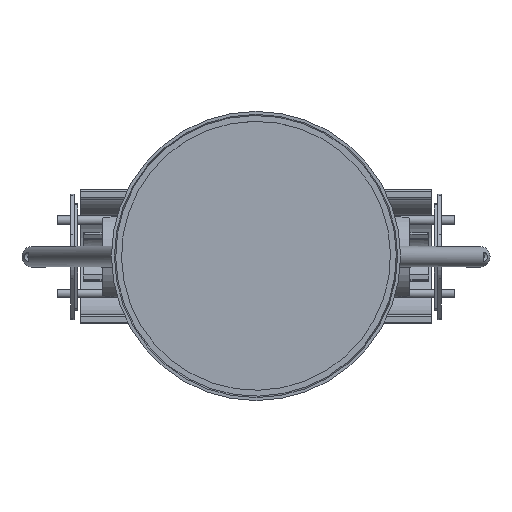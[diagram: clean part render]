
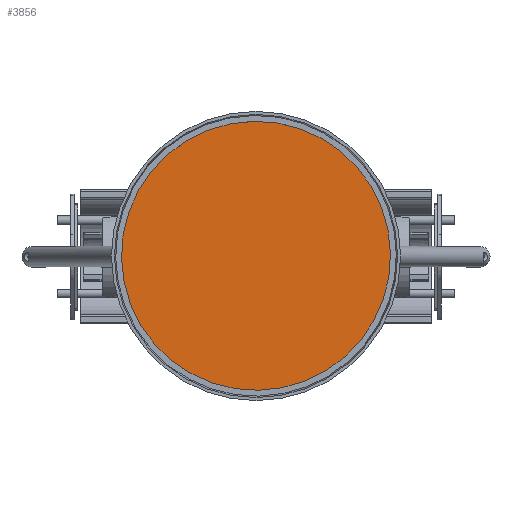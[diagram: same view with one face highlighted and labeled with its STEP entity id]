
A CAD part, top view. The second image highlights one B-rep face of the part: STEP entity #3856.
In plain terms, the highlighted face is planar.
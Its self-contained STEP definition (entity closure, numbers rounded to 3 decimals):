
#298=PLANE('',#4523);
#504=FACE_OUTER_BOUND('',#766,.T.);
#766=EDGE_LOOP('',(#3520,#3521));
#1541=CIRCLE('',#4521,46.);
#1542=CIRCLE('',#4522,46.);
#1906=VERTEX_POINT('',#7058);
#1907=VERTEX_POINT('',#7060);
#2446=EDGE_CURVE('',#1907,#1906,#1541,.T.);
#2447=EDGE_CURVE('',#1906,#1907,#1542,.T.);
#3520=ORIENTED_EDGE('',*,*,#2446,.T.);
#3521=ORIENTED_EDGE('',*,*,#2447,.T.);
#3856=ADVANCED_FACE('',(#504),#298,.T.);
#4521=AXIS2_PLACEMENT_3D('',#7061,#5744,#5745);
#4522=AXIS2_PLACEMENT_3D('',#7062,#5746,#5747);
#4523=AXIS2_PLACEMENT_3D('',#7063,#5748,#5749);
#5744=DIRECTION('center_axis',(0.,1.,0.));
#5745=DIRECTION('ref_axis',(1.,0.,0.));
#5746=DIRECTION('center_axis',(0.,1.,0.));
#5747=DIRECTION('ref_axis',(1.,0.,0.));
#5748=DIRECTION('center_axis',(0.,1.,0.));
#5749=DIRECTION('ref_axis',(0.,0.,1.));
#7058=CARTESIAN_POINT('',(46.,49.177,0.));
#7060=CARTESIAN_POINT('',(-46.,49.177,0.));
#7061=CARTESIAN_POINT('Origin',(0.,49.177,0.));
#7062=CARTESIAN_POINT('Origin',(0.,49.177,0.));
#7063=CARTESIAN_POINT('Origin',(0.,49.177,0.));
